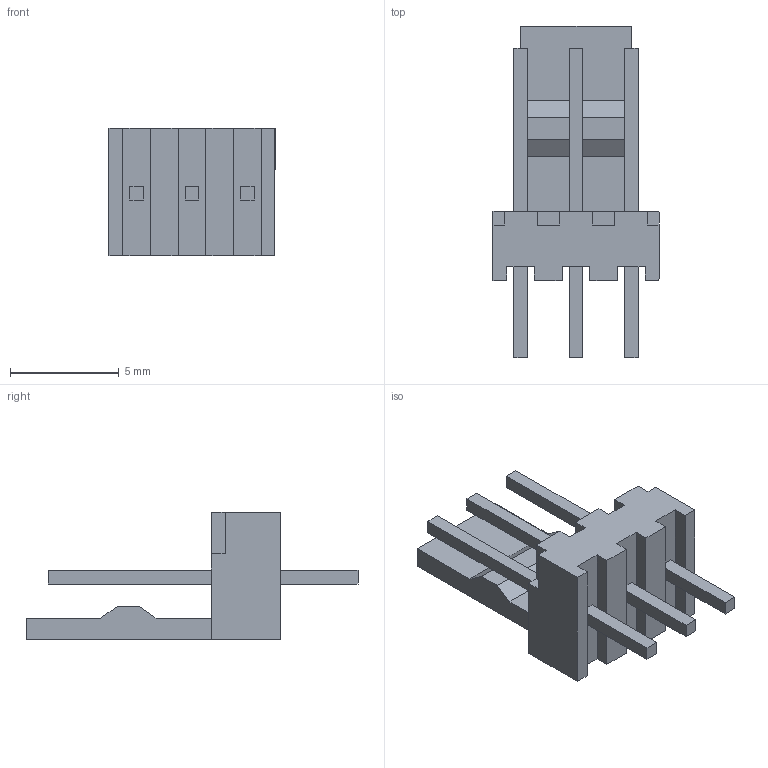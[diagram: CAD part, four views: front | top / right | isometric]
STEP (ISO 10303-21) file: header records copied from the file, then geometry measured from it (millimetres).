
FILE_DESCRIPTION (( 'STEP AP214' ), '1' );
FILE_NAME ('2515B60F-6584-4B75-A2F1-21B0C8D05317.STEP', '2023-08-24T06:54:17', ( '' ), ( '' ), 'SwSTEP 2.0', 'SolidWorks 2022', '' );
FILE_SCHEMA (( 'AUTOMOTIVE_DESIGN' ));
Length unit declared in the file: inch
Products named in the file (1): 2515B60F-6584-4B75-A2F1-21B0C8D05317
Bounding box: 7.62 x 15.24 x 5.84 mm (x, y, z)
Volume: 185.3 mm3; surface area: 392.7 mm2
Topology: 1 solids, 1 shells, 70 faces, 186 edges, 124 vertices
Faces by surface type: plane 70
Entity records: 2560 total; most frequent: CARTESIAN_POINT 381, ORIENTED_EDGE 372, DIRECTION 328, LINE 186, EDGE_CURVE 186, VECTOR 186, VERTEX_POINT 124, EDGE_LOOP 76
